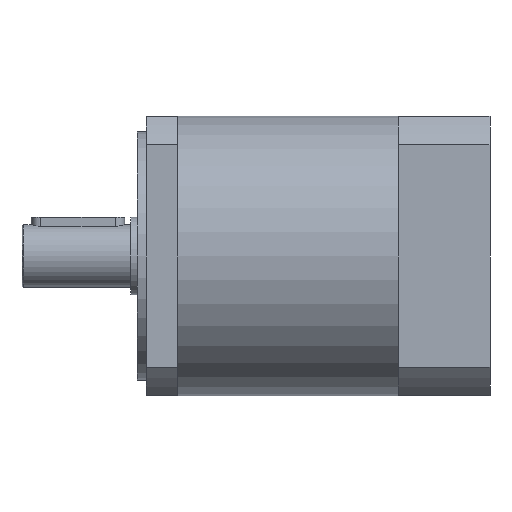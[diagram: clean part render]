
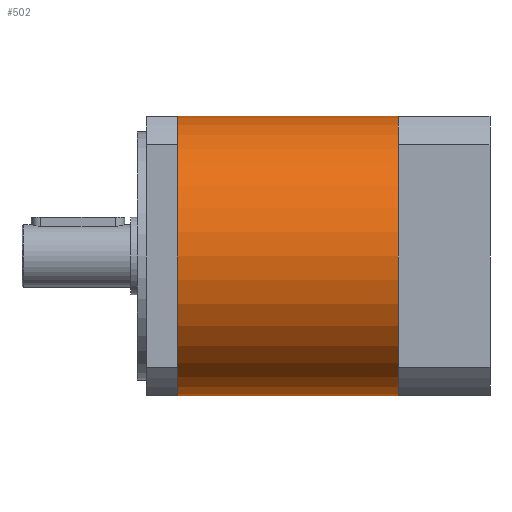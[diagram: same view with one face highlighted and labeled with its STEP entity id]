
A CAD part, left-side view. The second image highlights one B-rep face of the part: STEP entity #502.
In plain terms, the highlighted cylindrical face has radius 45 mm (diameter 90 mm), a partial arc.
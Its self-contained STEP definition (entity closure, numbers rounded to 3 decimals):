
#46 = VERTEX_POINT ( 'NONE', #620 ) ;
#51 = AXIS2_PLACEMENT_3D ( 'NONE', #4449, #992, #525 ) ;
#91 = VERTEX_POINT ( 'NONE', #1479 ) ;
#144 = VERTEX_POINT ( 'NONE', #386 ) ;
#240 = VERTEX_POINT ( 'NONE', #2597 ) ;
#249 = CIRCLE ( 'NONE', #3212, 45. ) ;
#283 = EDGE_CURVE ( 'NONE', #1675, #240, #1531, .T. ) ;
#386 = CARTESIAN_POINT ( 'NONE',  ( 0., 35.5, 45. ) ) ;
#483 = ORIENTED_EDGE ( 'NONE', *, *, #1261, .T. ) ;
#493 = DIRECTION ( 'NONE',  ( 0., 1., 0. ) ) ;
#502 = ADVANCED_FACE ( 'NONE', ( #1589 ), #1469, .T. ) ;
#525 = DIRECTION ( 'NONE',  ( 0., 0., -1. ) ) ;
#552 = AXIS2_PLACEMENT_3D ( 'NONE', #3945, #493, #3193 ) ;
#620 = CARTESIAN_POINT ( 'NONE',  ( -45., 35.5, 0. ) ) ;
#623 = DIRECTION ( 'NONE',  ( 0., -1., 0. ) ) ;
#709 = CARTESIAN_POINT ( 'NONE',  ( 0., 35.5, 0. ) ) ;
#822 = CARTESIAN_POINT ( 'NONE',  ( 0., 35.5, 0. ) ) ;
#876 = CARTESIAN_POINT ( 'NONE',  ( 0., 35.5, -45. ) ) ;
#992 = DIRECTION ( 'NONE',  ( 0., -1., 0. ) ) ;
#1102 = DIRECTION ( 'NONE',  ( 0., 0., 1. ) ) ;
#1226 = DIRECTION ( 'NONE',  ( 0., 0., 1. ) ) ;
#1261 = EDGE_CURVE ( 'NONE', #2501, #91, #2457, .T. ) ;
#1351 = EDGE_CURVE ( 'NONE', #240, #2501, #4110, .T. ) ;
#1387 = CARTESIAN_POINT ( 'NONE',  ( 0., 35.5, 45. ) ) ;
#1409 = VECTOR ( 'NONE', #4464, 1000. ) ;
#1469 = CYLINDRICAL_SURFACE ( 'NONE', #51, 45. ) ;
#1479 = CARTESIAN_POINT ( 'NONE',  ( 0., -35.5, 45. ) ) ;
#1531 = LINE ( 'NONE', #2195, #1409 ) ;
#1589 = FACE_OUTER_BOUND ( 'NONE', #3571, .T. ) ;
#1675 = VERTEX_POINT ( 'NONE', #876 ) ;
#1716 = CARTESIAN_POINT ( 'NONE',  ( 0., -35.5, 0. ) ) ;
#1748 = VECTOR ( 'NONE', #623, 1000. ) ;
#2040 = CARTESIAN_POINT ( 'NONE',  ( -45., -35.5, 0. ) ) ;
#2118 = DIRECTION ( 'NONE',  ( 0., 0., 1. ) ) ;
#2195 = CARTESIAN_POINT ( 'NONE',  ( 0., 35.5, -45. ) ) ;
#2457 = CIRCLE ( 'NONE', #552, 45. ) ;
#2501 = VERTEX_POINT ( 'NONE', #2040 ) ;
#2597 = CARTESIAN_POINT ( 'NONE',  ( 0., -35.5, -45. ) ) ;
#3161 = ORIENTED_EDGE ( 'NONE', *, *, #3854, .F. ) ;
#3193 = DIRECTION ( 'NONE',  ( 0., 0., 1. ) ) ;
#3212 = AXIS2_PLACEMENT_3D ( 'NONE', #709, #3406, #1102 ) ;
#3406 = DIRECTION ( 'NONE',  ( 0., 1., 0. ) ) ;
#3510 = ORIENTED_EDGE ( 'NONE', *, *, #283, .T. ) ;
#3517 = DIRECTION ( 'NONE',  ( 0., 1., 0. ) ) ;
#3571 = EDGE_LOOP ( 'NONE', ( #4600, #3161, #4183, #3510, #3641, #483 ) ) ;
#3617 = AXIS2_PLACEMENT_3D ( 'NONE', #822, #3517, #1226 ) ;
#3641 = ORIENTED_EDGE ( 'NONE', *, *, #1351, .T. ) ;
#3735 = EDGE_CURVE ( 'NONE', #144, #91, #4796, .T. ) ;
#3854 = EDGE_CURVE ( 'NONE', #46, #144, #249, .T. ) ;
#3879 = AXIS2_PLACEMENT_3D ( 'NONE', #1716, #4394, #2118 ) ;
#3945 = CARTESIAN_POINT ( 'NONE',  ( 0., -35.5, 0. ) ) ;
#4021 = EDGE_CURVE ( 'NONE', #1675, #46, #4485, .T. ) ;
#4110 = CIRCLE ( 'NONE', #3879, 45. ) ;
#4183 = ORIENTED_EDGE ( 'NONE', *, *, #4021, .F. ) ;
#4394 = DIRECTION ( 'NONE',  ( 0., 1., 0. ) ) ;
#4449 = CARTESIAN_POINT ( 'NONE',  ( 0., 35.5, 0. ) ) ;
#4464 = DIRECTION ( 'NONE',  ( 0., -1., 0. ) ) ;
#4485 = CIRCLE ( 'NONE', #3617, 45. ) ;
#4600 = ORIENTED_EDGE ( 'NONE', *, *, #3735, .F. ) ;
#4796 = LINE ( 'NONE', #1387, #1748 ) ;
